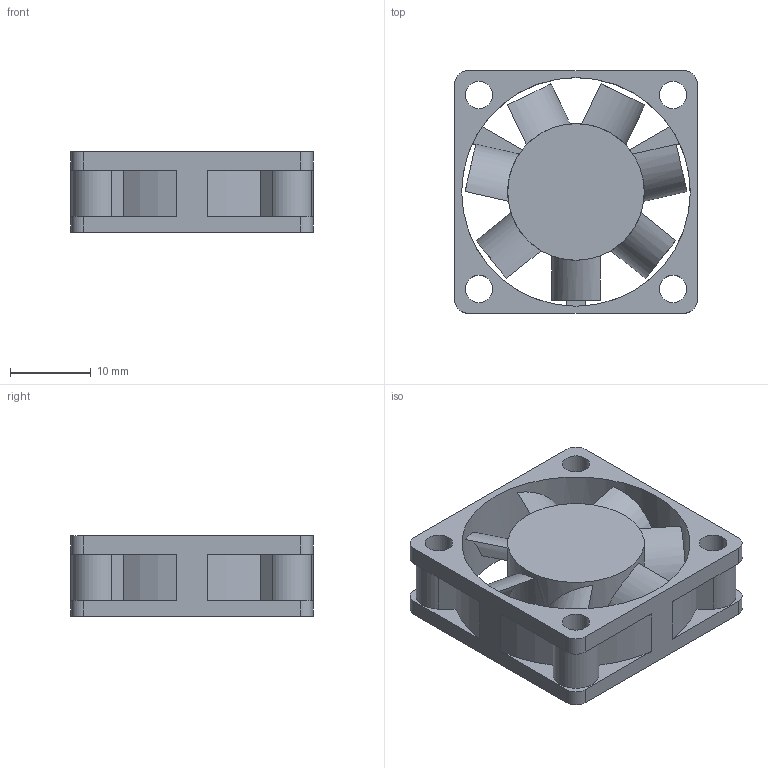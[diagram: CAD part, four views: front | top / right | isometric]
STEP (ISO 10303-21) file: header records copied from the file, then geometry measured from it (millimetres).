
FILE_DESCRIPTION(/* description */ (''),/* implementation_level */ '2;1');
FILE_NAME(/* name */ '3010 Axial Fan_v4.step',/* time_stamp */ '2023-05-23T22:32:48-06:00',/* author */ (''),/* organization */ (''),/* preprocessor_version */ 'ST-DEVELOPER v19.2',/* originating_system */ 'Autodesk Translation Framework v12.4.0.73',/* authorisation */ '');
FILE_SCHEMA (('AUTOMOTIVE_DESIGN { 1 0 10303 214 3 1 1 }'));
Length unit declared in the file: millimetre
Products named in the file (1): 3010 Axial Fan
Bounding box: 30 x 30 x 10 mm (x, y, z)
Volume: 4400.4 mm3; surface area: 4998.5 mm2
Topology: 1 solids, 1 shells, 82 faces, 222 edges, 148 vertices
Faces by surface type: cylinder 44, plane 38
Full cylindrical faces by diameter (mm): 3.4 x4, 15.8 x1, 16.9 x1, 28.3 x1
Entity records: 2809 total; most frequent: CARTESIAN_POINT 620, DIRECTION 452, ORIENTED_EDGE 444, EDGE_CURVE 222, AXIS2_PLACEMENT_3D 163, VERTEX_POINT 148, LINE 126, VECTOR 126
